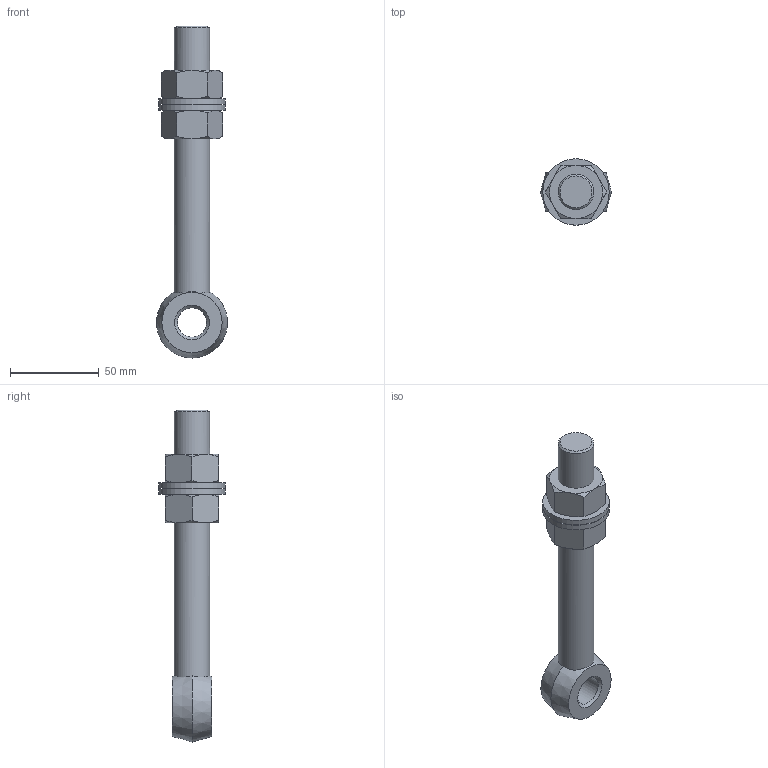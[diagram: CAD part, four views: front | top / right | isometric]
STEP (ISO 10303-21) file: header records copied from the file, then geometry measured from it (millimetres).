
FILE_DESCRIPTION (( 'STEP AP203' ), '1' );
FILE_NAME ('121-M20-AS.step', '2023-08-22T07:44:40', ( '' ), ( '' ), 'SwSTEP 2.0', 'SolidWorks 2018', '' );
FILE_SCHEMA (( 'CONFIG_CONTROL_DESIGN' ));
Length unit declared in the file: millimetre
Products named in the file (4): 121-Mxx-AS Teil1_121-M20-AS Teil1; 121-Mxx-AS Teil2_121-M20-AS Teil2; 121-M20-AS; 121-Mxx-AS Teil3_121-M20-AS Teil3
Assembly tree (5 placements, depth 2):
  121-M20-AS
    121-Mxx-AS Teil1_121-M20-AS Teil1
    121-Mxx-AS Teil2_121-M20-AS Teil2  x2
    121-Mxx-AS Teil3_121-M20-AS Teil3  x2
Bounding box: 40 x 37.4 x 187 mm (x, y, z)
Volume: 87097.4 mm3; surface area: 25499.9 mm2
Topology: 5 solids, 5 shells, 170 faces, 413 edges, 265 vertices
Faces by surface type: plane 93, bspline 36, cone 33, cylinder 8
Full cylindrical faces by diameter (mm): 16.5 x1, 17.5 x2, 20 x1, 21.8 x2, 37.4 x2
Entity records: 6874 total; most frequent: CARTESIAN_POINT 3314, ORIENTED_EDGE 686, DIRECTION 504, EDGE_CURVE 343, VERTEX_POINT 230, LINE 216, VECTOR 216, EDGE_LOOP 173
